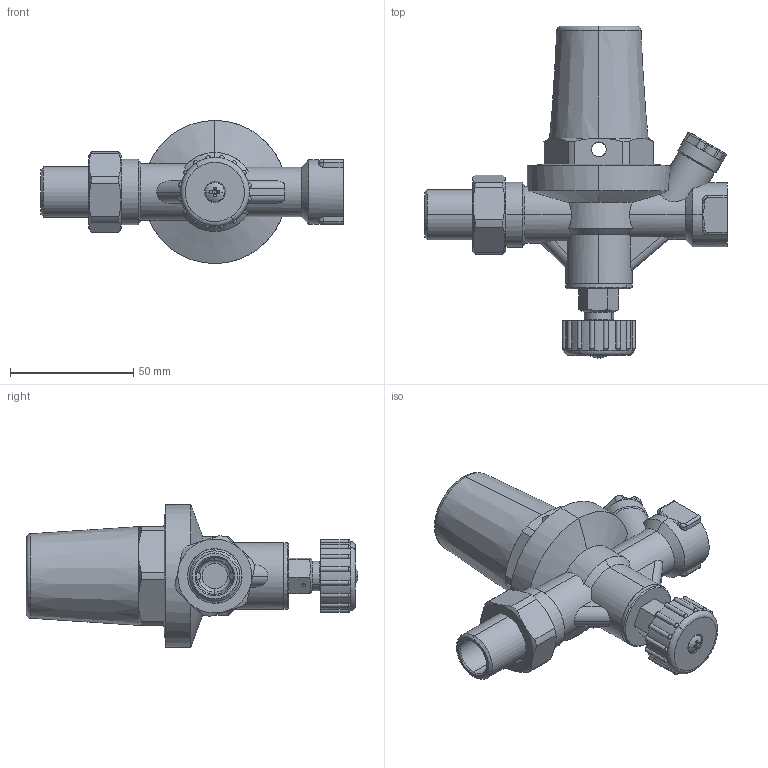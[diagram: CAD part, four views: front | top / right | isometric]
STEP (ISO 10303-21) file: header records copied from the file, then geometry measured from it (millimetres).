
FILE_DESCRIPTION (( 'STEP AP203' ), '1' );
FILE_NAME ('0240100 Alimat.STEP', '2016-08-31T10:14:04', ( 'Adminwatts' ), ( '' ), 'SwSTEP 2.0', 'SolidWorks 2015', '' );
FILE_SCHEMA (( 'CONFIG_CONTROL_DESIGN' ));
Length unit declared in the file: millimetre
Products named in the file (13): AL-ST010MA_2_010_003_002; SRKH-MU001_2_008_003_006; RV2-S007PA_Pieno; AL-ST011MA; 0240100 Alimat; 9VT04FZ001_2_034_004_001; AL-ST019MA; AL-ST005MA_2_010_003_003; AL-ST024PA; AL-ST001MA_Pieno; DV15-018SA_2_009_001_057; AL-ST002PA_Pieno; DV15-003MA_2_008_002_063
Assembly tree (12 placements, depth 2):
  0240100 Alimat
    AL-ST001MA_Pieno
    AL-ST002PA_Pieno
    AL-ST010MA_2_010_003_002
    RV2-S007PA_Pieno
    AL-ST011MA
    9VT04FZ001_2_034_004_001
    AL-ST019MA
    AL-ST005MA_2_010_003_003
    AL-ST024PA
    DV15-018SA_2_009_001_057
    DV15-003MA_2_008_002_063
    SRKH-MU001_2_008_003_006
Bounding box: 122.5 x 134.52 x 58 mm (x, y, z)
Volume: 189789.9 mm3; surface area: 55831.9 mm2
Topology: 13 solids, 13 shells, 541 faces, 1330 edges, 816 vertices
Faces by surface type: cylinder 202, plane 179, cone 93, torus 33, sphere 18, bspline 16
Entity records: 18627 total; most frequent: CARTESIAN_POINT 4637, DIRECTION 2700, ORIENTED_EDGE 2612, EDGE_CURVE 1306, AXIS2_PLACEMENT_3D 1073, VERTEX_POINT 816, EDGE_LOOP 584, LINE 554
